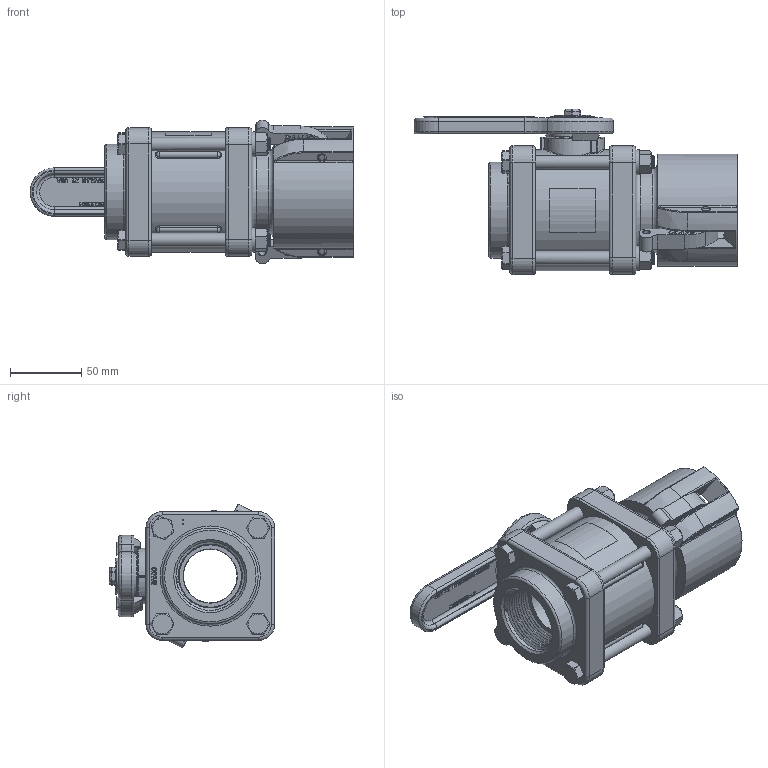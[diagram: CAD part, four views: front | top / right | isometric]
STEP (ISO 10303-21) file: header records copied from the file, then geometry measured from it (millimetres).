
FILE_DESCRIPTION(/* description */ ('1-1/2" VALVE W/ B END PLATE'),/* implementation_level */ '2;1');
FILE_NAME(/* name */ 'VB150.stp',/* time_stamp */ '2023-05-04T09:10:01-04:00',/* author */ ('MEG'),/* organization */ (''),/* preprocessor_version */ 'ST-DEVELOPER v18.1',/* originating_system */ 'Autodesk Inventor 2022',/* authorisation */ '');
FILE_SCHEMA (('AUTOMOTIVE_DESIGN { 1 0 10303 214 3 1 1 }'));
Products named in the file (29): VB150; V20017; V20018; V20019; V20020; V20021; V20151M; V20151; V20153SH; V20159; V20163; V20254; V20254_1; VL1001; V20255A; V20255AM; V20255AX; V20257; VX20257; V20258A; V20264; VB20256; VMB20256; VYMB20256; VYB20256; VXB20256; 150(200)XKS; 200P; V20060
Assembly tree (41 placements, depth 6):
  VB150
    V20017  x4
    V20018  x4
    V20019  x4
    V20020
    V20021
    V20151M
      V20151
    V20153SH
    V20159
    V20163
    V20254
      V20254_1
      VL1001
    V20255A
      V20255AM
        V20255AX
    V20257
      VX20257
    V20258A  x2
    V20264  x2
    VB20256
      VMB20256
        VYMB20256
          VYB20256
            VXB20256
      150(200)XKS  x2
      200P  x2
    V20060
Bounding box: 227.46 x 116.11 x 101.05 mm (x, y, z)
Volume: 710089.8 mm3; surface area: 216051.6 mm2
Topology: 33 solids, 33 shells, 2780 faces, 7061 edges, 4521 vertices
Faces by surface type: plane 1211, bspline 554, cylinder 548, cone 365, torus 98, sphere 4
Full cylindrical faces by diameter (mm): 4.953 x2, 4.978 x1, 6.325 x2, 6.35 x4, 6.553 x2, 7.144 x1, 8.236 x60, 8.915 x4, 9.525 x64, 10.312 x4, 10.668 x4, 19.05 x1, 19.075 x1, 19.304 x1, 23.495 x2, 23.812 x1, 24.13 x1, 25.4 x1, 31.75 x1, 31.877 x1, 32.512 x1, 37.592 x1, 38.1 x4, 39.776 x2, 41.046 x2, 44.856 x2, 50.8 x2, 50.876 x1, 50.902 x1, 57.912 x1
Entity records: 74502 total; most frequent: CARTESIAN_POINT 24767, ORIENTED_EDGE 10802, DIRECTION 8753, EDGE_CURVE 5401, VERTEX_POINT 3477, LINE 3167, VECTOR 3167, AXIS2_PLACEMENT_3D 2793
